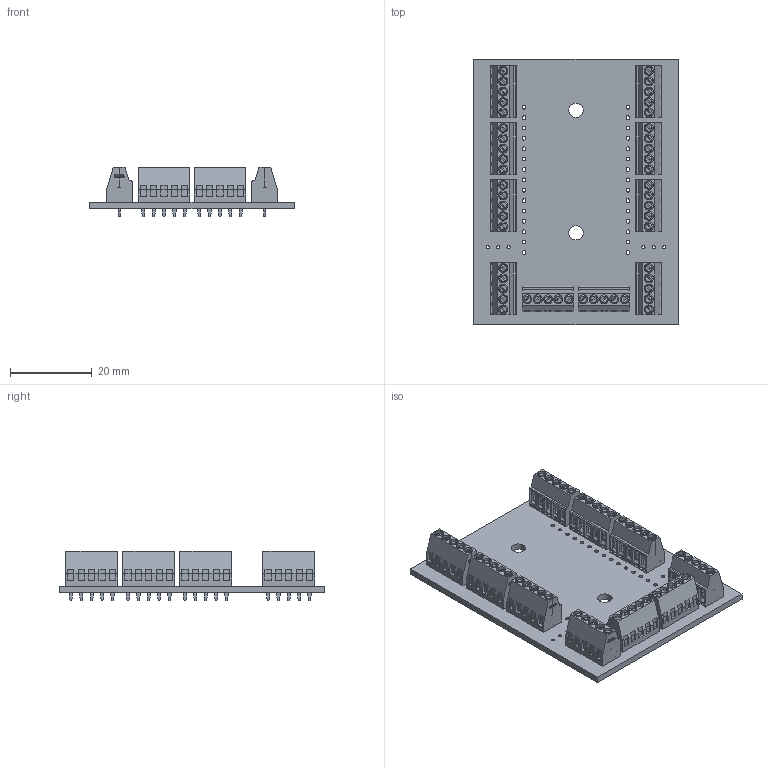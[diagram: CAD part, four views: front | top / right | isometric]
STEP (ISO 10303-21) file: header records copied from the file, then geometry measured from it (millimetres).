
FILE_DESCRIPTION(('Designed by EasyEDA Pro'),'2;1');
FILE_NAME('Open CASCADE Shape Model','2026-01-12T08:37:59',('Author'),( 'Open CASCADE'),'Open CASCADE STEP processor 7.8','Open CASCADE 7.8' ,'Unknown');
FILE_SCHEMA(('AUTOMOTIVE_DESIGN { 1 0 10303 214 1 1 1 1 }'));
Length unit declared in the file: millimetre
Products named in the file (8): EasyEDA PCB Model~6faX; Board~6faX; TopCopper~6faX; BottomCopper~6faX; TopFpcStiffener~6faX; BottomFpcStiffener~6faX; VA~CONN-TH_DB125-2.54-5P-GN~CONN-TH_DB125-2.54-5P-GN~6faX; CONN-TH_DB125-2.54-5P-GN~CONN-TH_DB125-2.54-5P-GN~6faX
Assembly tree (16 placements, depth 3):
  EasyEDA PCB Model~6faX
    Board~6faX
    TopCopper~6faX
    BottomCopper~6faX
    TopFpcStiffener~6faX
    BottomFpcStiffener~6faX
    VA~CONN-TH_DB125-2.54-5P-GN~CONN-TH_DB125-2.54-5P-GN~6faX  x10
      CONN-TH_DB125-2.54-5P-GN~CONN-TH_DB125-2.54-5P-GN~6faX
Bounding box: 49.97 x 64.97 x 12 mm (x, y, z)
Volume: 9289.1 mm3; surface area: 19217.7 mm2
Topology: 151 solids, 151 shells, 11492 faces, 32050 edges, 21270 vertices
Faces by surface type: plane 8976, bspline 1680, cylinder 686, torus 150
Entity records: 58250 total; most frequent: CARTESIAN_POINT 12880, ORIENTED_EDGE 7382, DIRECTION 6173, EDGE_CURVE 3691, LINE 2805, VECTOR 2805, VERTEX_POINT 2451, AXIS2_PLACEMENT_3D 1684
